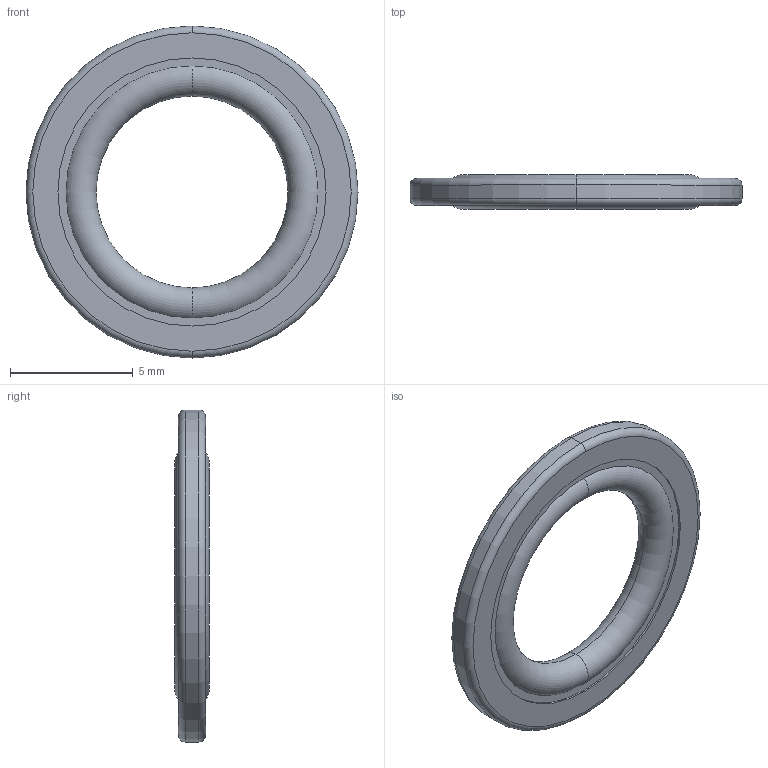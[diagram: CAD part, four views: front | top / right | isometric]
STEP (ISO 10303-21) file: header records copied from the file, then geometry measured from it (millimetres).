
FILE_DESCRIPTION (( 'STEP AP203' ), '1' );
FILE_NAME ('93786A150_REV_.step', '2025-08-17T05:20:18', ( '' ), ( '' ), 'SwSTEP 2.0', 'SolidWorks 2024', '' );
FILE_SCHEMA (( 'CONFIG_CONTROL_DESIGN' ));
Length unit declared in the file: millimetre
Products named in the file (1): 93786A150_REV_
Bounding box: 13.5 x 1.4 x 13.5 mm (x, y, z)
Volume: 104.4 mm3; surface area: 344.2 mm2
Topology: 2 solids, 2 shells, 24 faces, 48 edges, 30 vertices
Faces by surface type: cylinder 10, torus 8, plane 6
Entity records: 725 total; most frequent: DIRECTION 136, CARTESIAN_POINT 103, ORIENTED_EDGE 96, AXIS2_PLACEMENT_3D 63, EDGE_CURVE 48, CIRCLE 38, EDGE_LOOP 30, VERTEX_POINT 30
